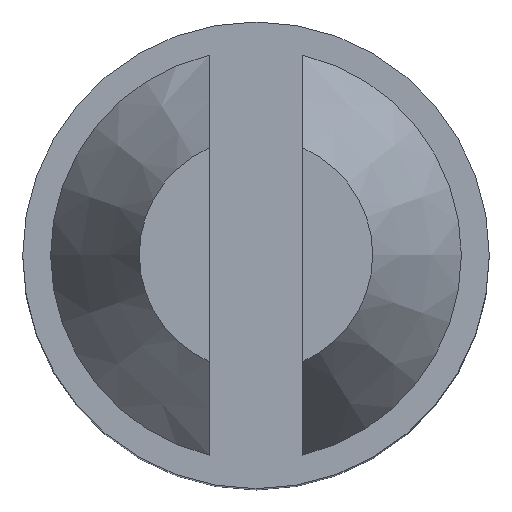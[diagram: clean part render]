
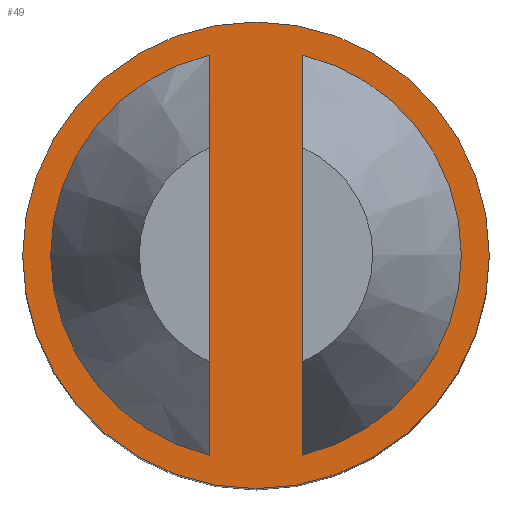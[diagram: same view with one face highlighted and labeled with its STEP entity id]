
A CAD part, top view. The second image highlights one B-rep face of the part: STEP entity #49.
In plain terms, the highlighted planar face has unit normal (0, 0, 1).
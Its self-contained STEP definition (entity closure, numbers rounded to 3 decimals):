
#49 = ADVANCED_FACE( '', ( #110, #111, #112 ), #113, .F. );
#110 = FACE_BOUND( '', #185, .T. );
#111 = FACE_BOUND( '', #186, .T. );
#112 = FACE_OUTER_BOUND( '', #187, .T. );
#113 = PLANE( '', #188 );
#185 = EDGE_LOOP( '', ( #266, #267 ) );
#186 = EDGE_LOOP( '', ( #268, #269 ) );
#187 = EDGE_LOOP( '', ( #270 ) );
#188 = AXIS2_PLACEMENT_3D( '', #271, #272, #273 );
#266 = ORIENTED_EDGE( '', *, *, #432, .T. );
#267 = ORIENTED_EDGE( '', *, *, #433, .T. );
#268 = ORIENTED_EDGE( '', *, *, #434, .T. );
#269 = ORIENTED_EDGE( '', *, *, #426, .F. );
#270 = ORIENTED_EDGE( '', *, *, #435, .F. );
#271 = CARTESIAN_POINT( '', ( -2., 0., 4. ) );
#272 = DIRECTION( '', ( 0., 0., -1. ) );
#273 = DIRECTION( '', ( -1., 0., 0. ) );
#426 = EDGE_CURVE( '', #495, #497, #498, .T. );
#432 = EDGE_CURVE( '', #507, #508, #509, .T. );
#433 = EDGE_CURVE( '', #508, #507, #510, .T. );
#434 = EDGE_CURVE( '', #495, #497, #511, .T. );
#435 = EDGE_CURVE( '', #512, #512, #513, .T. );
#495 = VERTEX_POINT( '', #595 );
#497 = VERTEX_POINT( '', #598 );
#498 = LINE( '', #599, #600 );
#507 = VERTEX_POINT( '', #615 );
#508 = VERTEX_POINT( '', #616 );
#509 = LINE( '', #617, #618 );
#510 = CIRCLE( '', #619, 2. );
#511 = CIRCLE( '', #620, 2. );
#512 = VERTEX_POINT( '', #621 );
#513 = CIRCLE( '', #622, 2.5 );
#595 = CARTESIAN_POINT( '', ( -0.5, -1.936, 4. ) );
#598 = CARTESIAN_POINT( '', ( -0.5, 1.936, 4. ) );
#599 = CARTESIAN_POINT( '', ( -0.5, -2.5, 4. ) );
#600 = VECTOR( '', #744, 1000. );
#615 = CARTESIAN_POINT( '', ( 0.5, -1.936, 4. ) );
#616 = CARTESIAN_POINT( '', ( 0.5, 1.936, 4. ) );
#617 = CARTESIAN_POINT( '', ( 0.5, -2.5, 4. ) );
#618 = VECTOR( '', #748, 1000. );
#619 = AXIS2_PLACEMENT_3D( '', #749, #750, #751 );
#620 = AXIS2_PLACEMENT_3D( '', #752, #753, #754 );
#621 = CARTESIAN_POINT( '', ( -2.5, 0., 4. ) );
#622 = AXIS2_PLACEMENT_3D( '', #755, #756, #757 );
#744 = DIRECTION( '', ( 0., 1., 0. ) );
#748 = DIRECTION( '', ( 0., 1., 0. ) );
#749 = CARTESIAN_POINT( '', ( 0., 0., 4. ) );
#750 = DIRECTION( '', ( 0., 0., -1. ) );
#751 = DIRECTION( '', ( -1., 0., 0. ) );
#752 = CARTESIAN_POINT( '', ( 0., 0., 4. ) );
#753 = DIRECTION( '', ( 0., 0., -1. ) );
#754 = DIRECTION( '', ( -1., 0., 0. ) );
#755 = CARTESIAN_POINT( '', ( 0., 0., 4. ) );
#756 = DIRECTION( '', ( 0., 0., -1. ) );
#757 = DIRECTION( '', ( -1., 0., 0. ) );
